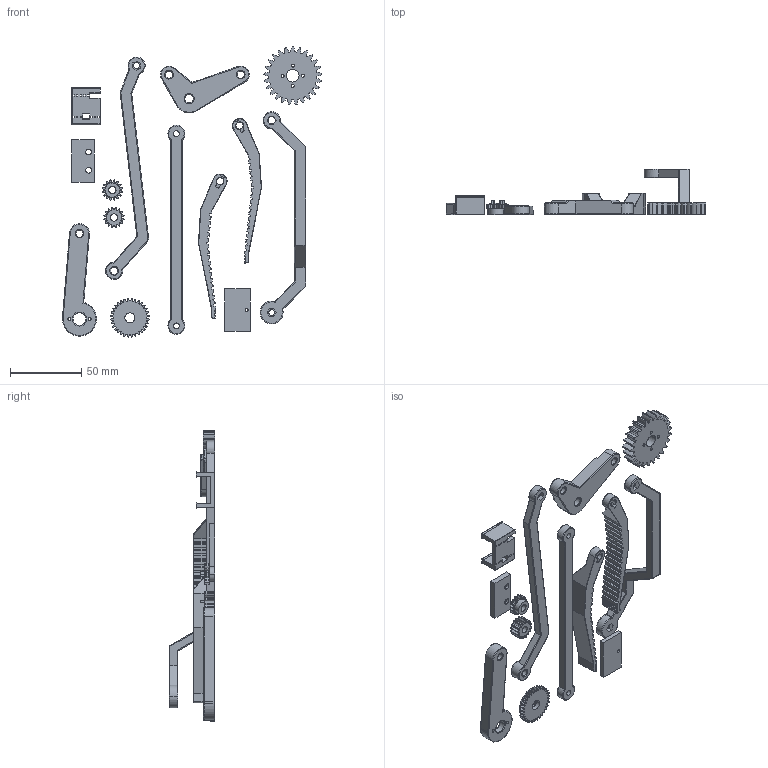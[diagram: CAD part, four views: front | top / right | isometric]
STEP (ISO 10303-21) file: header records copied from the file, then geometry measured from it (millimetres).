
FILE_DESCRIPTION (( 'STEP AP214' ), '1' );
FILE_NAME ('湖荂璃2.STEP', '2024-11-27T02:40:37', ( '' ), ( '' ), 'SwSTEP 2.0', 'SolidWorks 2023', '' );
FILE_SCHEMA (( 'AUTOMOTIVE_DESIGN' ));
Length unit declared in the file: millimetre
Products named in the file (15): 夹爪支架内部齿轮固定板; 三角连杆; ESP32-C3板-固定板; C轴连杆; 夹爪齿轮-舵机_GB - Spur gear 0.8M 32T 20PA 3FW ---S32A75H50L1.0N; 夹爪C-左; 夹爪C-右; 打印件2; 上水平连杆; 基座舵机齿轮_GB - Spur gear 1.5M 25T 20PA 8FW ---S25A75H50L1.0N; 夹爪齿轮-薄_GB - Spur gear 0.8M 16T 20PA 3FW ---S16A75H50L1.0N; 夹爪支架内部舵机固定板; 夹爪齿轮-厚_GB - Spur gear 0.8M 16T 20PA 7FW ---S16A75H50L1.0N; C轴摇杆; 下水平连杆
Assembly tree (14 placements, depth 2):
  打印件2
    C轴摇杆
    ESP32-C3板-固定板
    基座舵机齿轮_GB - Spur gear 1.5M 25T 20PA 8FW ---S25A75H50L1.0N
    夹爪齿轮-薄_GB - Spur gear 0.8M 16T 20PA 3FW ---S16A75H50L1.0N
    夹爪齿轮-舵机_GB - Spur gear 0.8M 32T 20PA 3FW ---S32A75H50L1.0N
    夹爪齿轮-厚_GB - Spur gear 0.8M 16T 20PA 7FW ---S16A75H50L1.0N
    夹爪支架内部齿轮固定板
    三角连杆
    上水平连杆
    下水平连杆
    C轴连杆
    夹爪C-右
    夹爪C-左
    夹爪支架内部舵机固定板
Bounding box: 182.08 x 32 x 203.76 mm (x, y, z)
Volume: 74629.7 mm3; surface area: 44629.3 mm2
Topology: 14 solids, 14 shells, 1491 faces, 3784 edges, 2308 vertices
Faces by surface type: cylinder 939, plane 404, torus 110, sphere 34, bspline 4
Entity records: 45007 total; most frequent: CARTESIAN_POINT 8937, DIRECTION 7671, ORIENTED_EDGE 7518, EDGE_CURVE 3759, AXIS2_PLACEMENT_3D 2828, VERTEX_POINT 2306, VECTOR 2015, LINE 2015
